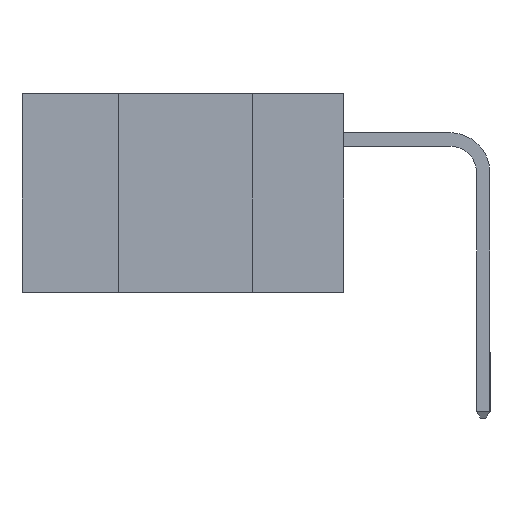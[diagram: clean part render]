
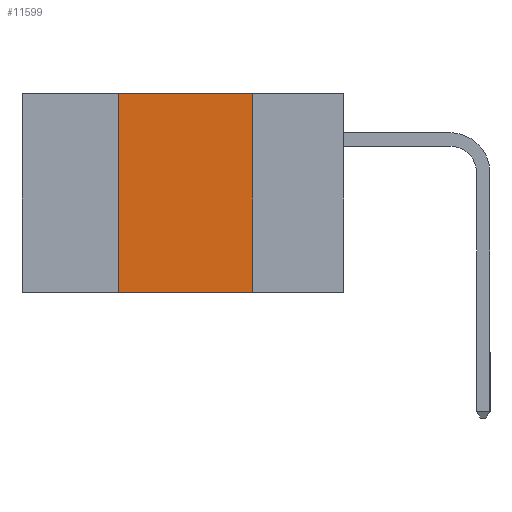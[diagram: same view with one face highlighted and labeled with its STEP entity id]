
A CAD part, left-side view. The second image highlights one B-rep face of the part: STEP entity #11599.
In plain terms, the highlighted planar face has unit normal (-1, 0, 0).
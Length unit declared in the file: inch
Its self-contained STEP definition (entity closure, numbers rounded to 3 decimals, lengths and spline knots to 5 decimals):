
#39 = LINE ( 'NONE', #17826, #21823 ) ;
#245 = LINE ( 'NONE', #5626, #783 ) ;
#425 = CARTESIAN_POINT ( 'NONE',  ( 0., 0.42, -0.37 ) ) ;
#700 = CARTESIAN_POINT ( 'NONE',  ( 0., 0.6, -0.37 ) ) ;
#783 = VECTOR ( 'NONE', #11043, 39.37008 ) ;
#2295 = EDGE_CURVE ( 'NONE', #7134, #3729, #39, .T. ) ;
#2695 = VERTEX_POINT ( 'NONE', #8349 ) ;
#3535 = EDGE_CURVE ( 'NONE', #5555, #2695, #245, .T. ) ;
#3562 = ORIENTED_EDGE ( 'NONE', *, *, #2295, .F. ) ;
#3729 = VERTEX_POINT ( 'NONE', #6230 ) ;
#4080 = LINE ( 'NONE', #22599, #6578 ) ;
#4826 = EDGE_LOOP ( 'NONE', ( #3562, #5833, #6021, #10493 ) ) ;
#5555 = VERTEX_POINT ( 'NONE', #425 ) ;
#5626 = CARTESIAN_POINT ( 'NONE',  ( 0., 0.42, 0. ) ) ;
#5833 = ORIENTED_EDGE ( 'NONE', *, *, #21040, .F. ) ;
#6021 = ORIENTED_EDGE ( 'NONE', *, *, #3535, .F. ) ;
#6032 = DIRECTION ( 'NONE',  ( 0., -1., 0. ) ) ;
#6230 = CARTESIAN_POINT ( 'NONE',  ( 0., 0.17, -0.37 ) ) ;
#6578 = VECTOR ( 'NONE', #15674, 39.37008 ) ;
#7134 = VERTEX_POINT ( 'NONE', #17986 ) ;
#7782 = DIRECTION ( 'NONE',  ( 1., 0., 0. ) ) ;
#8349 = CARTESIAN_POINT ( 'NONE',  ( 0., 0.42, 0. ) ) ;
#9393 = PLANE ( 'NONE',  #11415 ) ;
#9759 = LINE ( 'NONE', #700, #16890 ) ;
#10493 = ORIENTED_EDGE ( 'NONE', *, *, #18791, .T. ) ;
#11043 = DIRECTION ( 'NONE',  ( 0., 0., 1. ) ) ;
#11143 = DIRECTION ( 'NONE',  ( 0., 0., -1. ) ) ;
#11415 = AXIS2_PLACEMENT_3D ( 'NONE', #16613, #7782, #11143 ) ;
#11599 = ADVANCED_FACE ( 'NONE', ( #14991 ), #9393, .F. ) ;
#14991 = FACE_OUTER_BOUND ( 'NONE', #4826, .T. ) ;
#15674 = DIRECTION ( 'NONE',  ( 0., -1., 0. ) ) ;
#15744 = DIRECTION ( 'NONE',  ( 0., 0., -1. ) ) ;
#16613 = CARTESIAN_POINT ( 'NONE',  ( 0., 0.6, 0. ) ) ;
#16890 = VECTOR ( 'NONE', #6032, 39.37008 ) ;
#17826 = CARTESIAN_POINT ( 'NONE',  ( 0., 0.17, 0. ) ) ;
#17986 = CARTESIAN_POINT ( 'NONE',  ( 0., 0.17, 0. ) ) ;
#18791 = EDGE_CURVE ( 'NONE', #5555, #3729, #9759, .T. ) ;
#21040 = EDGE_CURVE ( 'NONE', #2695, #7134, #4080, .T. ) ;
#21823 = VECTOR ( 'NONE', #15744, 39.37008 ) ;
#22599 = CARTESIAN_POINT ( 'NONE',  ( 0., 0.6, 0. ) ) ;
